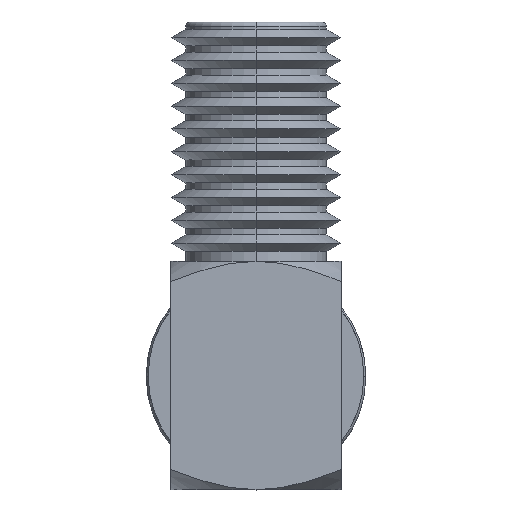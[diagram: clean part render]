
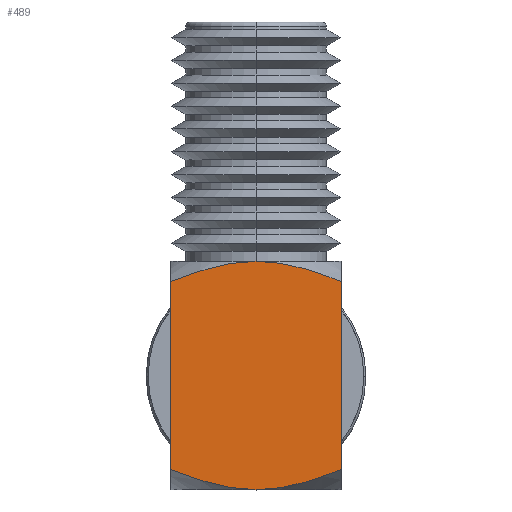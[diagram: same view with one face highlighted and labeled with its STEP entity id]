
A CAD part, top view. The second image highlights one B-rep face of the part: STEP entity #489.
In plain terms, the highlighted planar face has unit normal (0, 0, 1).
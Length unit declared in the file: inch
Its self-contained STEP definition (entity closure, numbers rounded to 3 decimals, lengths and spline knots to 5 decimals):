
#393 = EDGE_CURVE ( 'NONE', #394, #829, #1782, .T. ) ;
#394 = VERTEX_POINT ( 'NONE', #1828 ) ;
#415 = EDGE_CURVE ( 'NONE', #482, #494, #1910, .T. ) ;
#418 = ORIENTED_EDGE ( 'NONE', *, *, #419, .T. ) ;
#419 = EDGE_CURVE ( 'NONE', #727, #394, #1932, .T. ) ;
#420 = ORIENTED_EDGE ( 'NONE', *, *, #393, .T. ) ;
#481 = VERTEX_POINT ( 'NONE', #1825 ) ;
#482 = VERTEX_POINT ( 'NONE', #1824 ) ;
#483 = ORIENTED_EDGE ( 'NONE', *, *, #484, .T. ) ;
#484 = EDGE_CURVE ( 'NONE', #481, #727, #1811, .T. ) ;
#489 = ADVANCED_FACE ( 'NONE', ( #1837 ), #1851, .F. ) ;
#490 = ORIENTED_EDGE ( 'NONE', *, *, #491, .F. ) ;
#491 = EDGE_CURVE ( 'NONE', #481, #482, #2200, .T. ) ;
#492 = ORIENTED_EDGE ( 'NONE', *, *, #493, .F. ) ;
#493 = EDGE_CURVE ( 'NONE', #494, #829, #2196, .T. ) ;
#494 = VERTEX_POINT ( 'NONE', #2195 ) ;
#495 = ORIENTED_EDGE ( 'NONE', *, *, #415, .F. ) ;
#726 = EDGE_LOOP ( 'NONE', ( #490, #483, #418, #420, #492, #495 ) ) ;
#727 = VERTEX_POINT ( 'NONE', #2335 ) ;
#829 = VERTEX_POINT ( 'NONE', #2627 ) ;
#1311 = DIRECTION ( 'NONE',  ( 0., -1., 0. ) ) ;
#1312 = VECTOR ( 'NONE', #1311, 39.37008 ) ;
#1472 = DIRECTION ( 'NONE',  ( -1., 0., 0. ) ) ;
#1477 = DIRECTION ( 'NONE',  ( 0., 0., -1. ) ) ;
#1781 = CARTESIAN_POINT ( 'NONE',  ( -0.1865, 0.25, 0.1865 ) ) ;
#1782 = LINE ( 'NONE', #1781, #1312 ) ;
#1806 = CARTESIAN_POINT ( 'NONE',  ( 0.06414, 0.24416, 0.1865 ) ) ;
#1807 = CARTESIAN_POINT ( 'NONE',  ( 0.07979, 0.24083, 0.1865 ) ) ;
#1808 = CARTESIAN_POINT ( 'NONE',  ( 0.12625, 0.22863, 0.1865 ) ) ;
#1809 = CARTESIAN_POINT ( 'NONE',  ( 0.15672, 0.21756, 0.1865 ) ) ;
#1810 = CARTESIAN_POINT ( 'NONE',  ( 0.1865, 0.2054, 0.1865 ) ) ;
#1811 = B_SPLINE_CURVE_WITH_KNOTS ( 'NONE', 3,
 ( #1810, #1809, #1808, #1807, #1806, #1857, #1856, #1855, #1854, #1853 ),
 .UNSPECIFIED., .F., .F.,
 ( 4, 2, 2, 2, 4 ),
 ( 0.01423, 0.01668, 0.0179, 0.01851, 0.01912 ),
 .UNSPECIFIED. ) ;
#1824 = CARTESIAN_POINT ( 'NONE',  ( 0.1865, -0.2054, 0.1865 ) ) ;
#1825 = CARTESIAN_POINT ( 'NONE',  ( 0.1865, 0.2054, 0.1865 ) ) ;
#1828 = CARTESIAN_POINT ( 'NONE',  ( -0.1865, 0.2054, 0.1865 ) ) ;
#1837 = FACE_OUTER_BOUND ( 'NONE', #726, .T. ) ;
#1848 = CARTESIAN_POINT ( 'NONE',  ( -0.1865, 0.25, 0.1865 ) ) ;
#1849 = AXIS2_PLACEMENT_3D ( 'NONE', #1848, #1477, #1472 ) ;
#1851 = PLANE ( 'NONE',  #1849 ) ;
#1853 = CARTESIAN_POINT ( 'NONE',  ( 0., 0.25, 0.1865 ) ) ;
#1854 = CARTESIAN_POINT ( 'NONE',  ( 0.00811, 0.25, 0.1865 ) ) ;
#1855 = CARTESIAN_POINT ( 'NONE',  ( 0.01626, 0.24969, 0.1865 ) ) ;
#1856 = CARTESIAN_POINT ( 'NONE',  ( 0.03236, 0.24849, 0.1865 ) ) ;
#1857 = CARTESIAN_POINT ( 'NONE',  ( 0.04034, 0.2476, 0.1865 ) ) ;
#1910 = B_SPLINE_CURVE_WITH_KNOTS ( 'NONE', 3,
 ( #1945, #1944, #1943, #1942, #1941, #1940, #1939, #1938, #1937, #1936 ),
 .UNSPECIFIED., .F., .F.,
 ( 4, 2, 2, 2, 4 ),
 ( 0.01423, 0.01668, 0.0179, 0.01851, 0.01912 ),
 .UNSPECIFIED. ) ;
#1925 = CARTESIAN_POINT ( 'NONE',  ( -0.1865, 0.2054, 0.1865 ) ) ;
#1926 = CARTESIAN_POINT ( 'NONE',  ( -0.15663, 0.21759, 0.1865 ) ) ;
#1927 = CARTESIAN_POINT ( 'NONE',  ( -0.1261, 0.22868, 0.1865 ) ) ;
#1928 = CARTESIAN_POINT ( 'NONE',  ( -0.06412, 0.24494, 0.1865 ) ) ;
#1929 = CARTESIAN_POINT ( 'NONE',  ( -0.03254, 0.25, 0.1865 ) ) ;
#1930 = CARTESIAN_POINT ( 'NONE',  ( 0., 0.25, 0.1865 ) ) ;
#1932 = B_SPLINE_CURVE_WITH_KNOTS ( 'NONE', 3,
 ( #1930, #1929, #1928, #1927, #1926, #1925 ),
 .UNSPECIFIED., .F., .F.,
 ( 4, 2, 4 ),
 ( 0.01912, 0.02157, 0.02402 ),
 .UNSPECIFIED. ) ;
#1936 = CARTESIAN_POINT ( 'NONE',  ( 0., -0.25, 0.1865 ) ) ;
#1937 = CARTESIAN_POINT ( 'NONE',  ( 0.00811, -0.25, 0.1865 ) ) ;
#1938 = CARTESIAN_POINT ( 'NONE',  ( 0.01626, -0.24969, 0.1865 ) ) ;
#1939 = CARTESIAN_POINT ( 'NONE',  ( 0.03236, -0.24849, 0.1865 ) ) ;
#1940 = CARTESIAN_POINT ( 'NONE',  ( 0.04034, -0.2476, 0.1865 ) ) ;
#1941 = CARTESIAN_POINT ( 'NONE',  ( 0.06414, -0.24416, 0.1865 ) ) ;
#1942 = CARTESIAN_POINT ( 'NONE',  ( 0.07979, -0.24083, 0.1865 ) ) ;
#1943 = CARTESIAN_POINT ( 'NONE',  ( 0.12625, -0.22863, 0.1865 ) ) ;
#1944 = CARTESIAN_POINT ( 'NONE',  ( 0.15672, -0.21756, 0.1865 ) ) ;
#1945 = CARTESIAN_POINT ( 'NONE',  ( 0.1865, -0.2054, 0.1865 ) ) ;
#2188 = CARTESIAN_POINT ( 'NONE',  ( -0.1865, -0.2054, 0.1865 ) ) ;
#2189 = CARTESIAN_POINT ( 'NONE',  ( -0.15663, -0.21759, 0.1865 ) ) ;
#2190 = CARTESIAN_POINT ( 'NONE',  ( -0.1261, -0.22868, 0.1865 ) ) ;
#2191 = CARTESIAN_POINT ( 'NONE',  ( -0.06412, -0.24494, 0.1865 ) ) ;
#2192 = CARTESIAN_POINT ( 'NONE',  ( -0.03254, -0.25, 0.1865 ) ) ;
#2193 = CARTESIAN_POINT ( 'NONE',  ( 0., -0.25, 0.1865 ) ) ;
#2195 = CARTESIAN_POINT ( 'NONE',  ( 0., -0.25, 0.1865 ) ) ;
#2196 = B_SPLINE_CURVE_WITH_KNOTS ( 'NONE', 3,
 ( #2193, #2192, #2191, #2190, #2189, #2188 ),
 .UNSPECIFIED., .F., .F.,
 ( 4, 2, 4 ),
 ( 0.01912, 0.02157, 0.02402 ),
 .UNSPECIFIED. ) ;
#2197 = DIRECTION ( 'NONE',  ( 0., -1., 0. ) ) ;
#2198 = VECTOR ( 'NONE', #2197, 39.37008 ) ;
#2199 = CARTESIAN_POINT ( 'NONE',  ( 0.1865, 0.25, 0.1865 ) ) ;
#2200 = LINE ( 'NONE', #2199, #2198 ) ;
#2335 = CARTESIAN_POINT ( 'NONE',  ( 0., 0.25, 0.1865 ) ) ;
#2627 = CARTESIAN_POINT ( 'NONE',  ( -0.1865, -0.2054, 0.1865 ) ) ;
